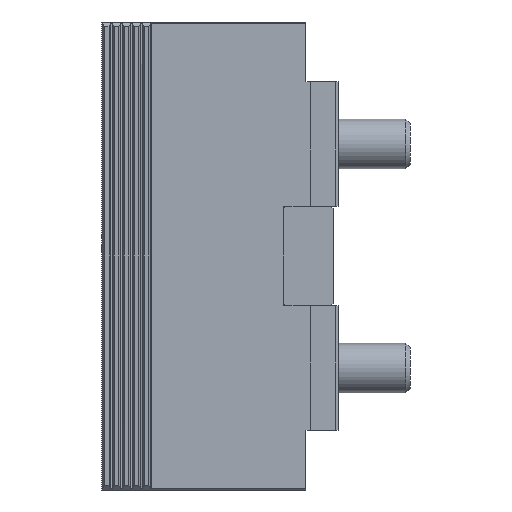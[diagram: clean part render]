
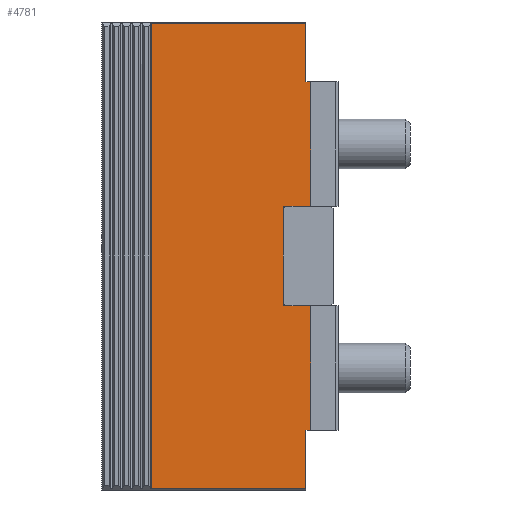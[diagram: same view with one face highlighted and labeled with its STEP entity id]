
A CAD part, left-side view. The second image highlights one B-rep face of the part: STEP entity #4781.
In plain terms, the highlighted planar face has unit normal (-1, 0, 0).
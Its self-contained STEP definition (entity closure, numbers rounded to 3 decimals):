
#201=LINE('',#7003,#693);
#224=LINE('',#7057,#716);
#227=LINE('',#7064,#719);
#232=LINE('',#7073,#724);
#257=LINE('',#7126,#749);
#260=LINE('',#7131,#752);
#261=LINE('',#7132,#753);
#263=LINE('',#7136,#755);
#264=LINE('',#7138,#756);
#265=LINE('',#7140,#757);
#266=LINE('',#7142,#758);
#267=LINE('',#7144,#759);
#268=LINE('',#7146,#760);
#269=LINE('',#7148,#761);
#270=LINE('',#7150,#762);
#271=LINE('',#7151,#763);
#693=VECTOR('',#5644,10.);
#716=VECTOR('',#5677,10.);
#719=VECTOR('',#5682,10.);
#724=VECTOR('',#5689,10.);
#749=VECTOR('',#5738,10.);
#752=VECTOR('',#5745,10.);
#753=VECTOR('',#5746,10.);
#755=VECTOR('',#5750,10.);
#756=VECTOR('',#5751,10.);
#757=VECTOR('',#5752,10.);
#758=VECTOR('',#5753,10.);
#759=VECTOR('',#5754,10.);
#760=VECTOR('',#5755,10.);
#761=VECTOR('',#5756,10.);
#762=VECTOR('',#5757,10.);
#763=VECTOR('',#5758,10.);
#1236=FACE_OUTER_BOUND('',#1491,.T.);
#1491=EDGE_LOOP('',(#3292,#3293,#3294,#3295,#3296,#3297,#3298,#3299,#3300,
#3301,#3302,#3303,#3304,#3305,#3306,#3307));
#1882=VERTEX_POINT('',#7000);
#1883=VERTEX_POINT('',#7002);
#1908=VERTEX_POINT('',#7054);
#1909=VERTEX_POINT('',#7056);
#1911=VERTEX_POINT('',#7062);
#1912=VERTEX_POINT('',#7063);
#1915=VERTEX_POINT('',#7071);
#1931=VERTEX_POINT('',#7123);
#1932=VERTEX_POINT('',#7135);
#1933=VERTEX_POINT('',#7137);
#1934=VERTEX_POINT('',#7139);
#1935=VERTEX_POINT('',#7141);
#1936=VERTEX_POINT('',#7143);
#1937=VERTEX_POINT('',#7145);
#1938=VERTEX_POINT('',#7147);
#1939=VERTEX_POINT('',#7149);
#2377=EDGE_CURVE('',#1882,#1883,#201,.T.);
#2404=EDGE_CURVE('',#1908,#1909,#224,.T.);
#2407=EDGE_CURVE('',#1911,#1912,#227,.T.);
#2412=EDGE_CURVE('',#1915,#1908,#232,.T.);
#2440=EDGE_CURVE('',#1883,#1931,#257,.T.);
#2443=EDGE_CURVE('',#1909,#1911,#260,.T.);
#2444=EDGE_CURVE('',#1912,#1882,#261,.T.);
#2446=EDGE_CURVE('',#1932,#1915,#263,.T.);
#2447=EDGE_CURVE('',#1933,#1932,#264,.T.);
#2448=EDGE_CURVE('',#1934,#1933,#265,.T.);
#2449=EDGE_CURVE('',#1935,#1934,#266,.T.);
#2450=EDGE_CURVE('',#1936,#1935,#267,.T.);
#2451=EDGE_CURVE('',#1937,#1936,#268,.T.);
#2452=EDGE_CURVE('',#1938,#1937,#269,.T.);
#2453=EDGE_CURVE('',#1939,#1938,#270,.T.);
#2454=EDGE_CURVE('',#1931,#1939,#271,.T.);
#3292=ORIENTED_EDGE('',*,*,#2412,.F.);
#3293=ORIENTED_EDGE('',*,*,#2446,.F.);
#3294=ORIENTED_EDGE('',*,*,#2447,.F.);
#3295=ORIENTED_EDGE('',*,*,#2448,.F.);
#3296=ORIENTED_EDGE('',*,*,#2449,.F.);
#3297=ORIENTED_EDGE('',*,*,#2450,.F.);
#3298=ORIENTED_EDGE('',*,*,#2451,.F.);
#3299=ORIENTED_EDGE('',*,*,#2452,.F.);
#3300=ORIENTED_EDGE('',*,*,#2453,.F.);
#3301=ORIENTED_EDGE('',*,*,#2454,.F.);
#3302=ORIENTED_EDGE('',*,*,#2440,.F.);
#3303=ORIENTED_EDGE('',*,*,#2377,.F.);
#3304=ORIENTED_EDGE('',*,*,#2444,.F.);
#3305=ORIENTED_EDGE('',*,*,#2407,.F.);
#3306=ORIENTED_EDGE('',*,*,#2443,.F.);
#3307=ORIENTED_EDGE('',*,*,#2404,.F.);
#4337=PLANE('',#5095);
#4781=ADVANCED_FACE('',(#1236),#4337,.F.);
#5095=AXIS2_PLACEMENT_3D('',#7134,#5748,#5749);
#5644=DIRECTION('',(0.,-1.,0.));
#5677=DIRECTION('',(0.,1.,0.));
#5682=DIRECTION('',(0.,0.,-1.));
#5689=DIRECTION('',(0.,1.,0.));
#5738=DIRECTION('',(0.,-1.,0.));
#5745=DIRECTION('',(0.,0.,-1.));
#5746=DIRECTION('',(0.,0.,-1.));
#5748=DIRECTION('center_axis',(1.,0.,0.));
#5749=DIRECTION('ref_axis',(0.,-1.,0.));
#5750=DIRECTION('',(0.,0.,-1.));
#5751=DIRECTION('',(0.,-1.,0.));
#5752=DIRECTION('',(0.,0.,-1.));
#5753=DIRECTION('',(0.,-1.,0.));
#5754=DIRECTION('',(0.,0.,1.));
#5755=DIRECTION('',(0.,1.,0.));
#5756=DIRECTION('',(0.,0.,-1.));
#5757=DIRECTION('',(0.,1.,0.));
#5758=DIRECTION('',(0.,0.,-1.));
#7000=CARTESIAN_POINT('',(0.7,5.5,37.));
#7002=CARTESIAN_POINT('',(0.7,5.,37.));
#7003=CARTESIAN_POINT('',(0.7,13.25,37.));
#7054=CARTESIAN_POINT('',(0.7,5.,57.));
#7056=CARTESIAN_POINT('',(0.7,5.5,57.));
#7057=CARTESIAN_POINT('',(0.7,18.75,57.));
#7062=CARTESIAN_POINT('',(0.7,5.5,56.5));
#7063=CARTESIAN_POINT('',(0.7,5.5,37.5));
#7064=CARTESIAN_POINT('',(0.7,5.5,65.5));
#7071=CARTESIAN_POINT('',(0.7,0.,57.));
#7073=CARTESIAN_POINT('',(0.7,18.75,57.));
#7123=CARTESIAN_POINT('',(0.7,0.,37.));
#7126=CARTESIAN_POINT('',(0.7,13.25,37.));
#7131=CARTESIAN_POINT('',(0.7,5.5,65.5));
#7132=CARTESIAN_POINT('',(0.7,5.5,65.5));
#7134=CARTESIAN_POINT('Origin',(0.7,32.,94.));
#7135=CARTESIAN_POINT('',(0.7,0.,82.));
#7136=CARTESIAN_POINT('',(0.7,0.,47.));
#7137=CARTESIAN_POINT('',(0.7,1.,82.));
#7138=CARTESIAN_POINT('',(0.7,16.5,82.));
#7139=CARTESIAN_POINT('',(0.7,1.,93.7));
#7140=CARTESIAN_POINT('',(0.7,1.,116.641));
#7141=CARTESIAN_POINT('',(0.7,32.,93.7));
#7142=CARTESIAN_POINT('',(0.7,20.104,93.7));
#7143=CARTESIAN_POINT('',(0.7,32.,0.3));
#7144=CARTESIAN_POINT('',(0.7,32.,94.));
#7145=CARTESIAN_POINT('',(0.7,1.,0.3));
#7146=CARTESIAN_POINT('',(0.7,20.104,0.3));
#7147=CARTESIAN_POINT('',(0.7,1.,12.));
#7148=CARTESIAN_POINT('',(0.7,1.,53.));
#7149=CARTESIAN_POINT('',(0.7,0.,12.));
#7150=CARTESIAN_POINT('',(0.7,9.561,12.));
#7151=CARTESIAN_POINT('',(0.7,0.,47.));
